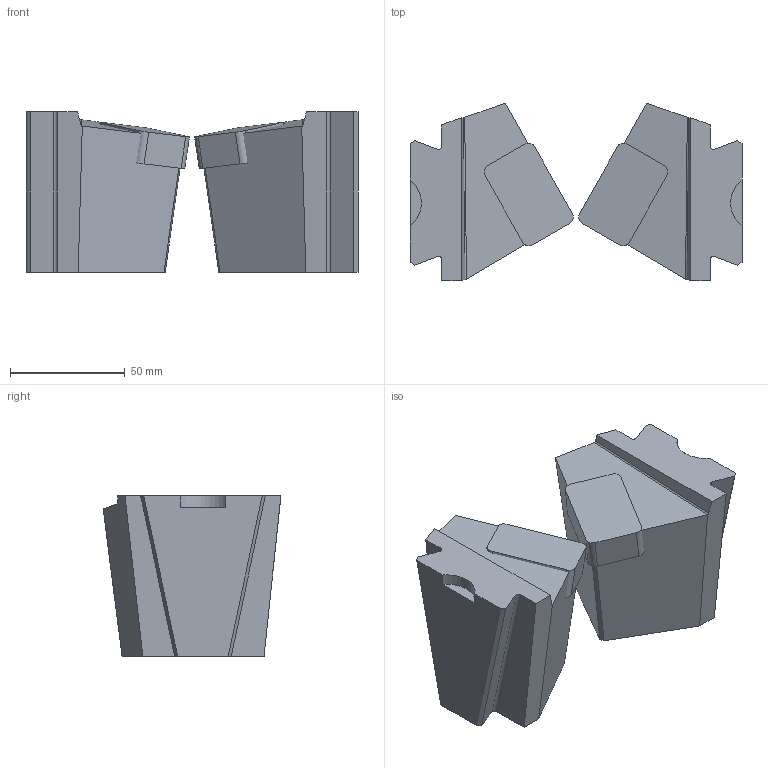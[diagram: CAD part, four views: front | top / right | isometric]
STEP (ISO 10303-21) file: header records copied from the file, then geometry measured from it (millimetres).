
FILE_DESCRIPTION(/* description */ (''),/* implementation_level */ '2;1');
FILE_NAME(/* name */ 'KHPLBNR40A_SIM.stp',/* time_stamp */ '2022-09-08T07:17:50+02:00',/* author */ (''),/* organization */ (''),/* preprocessor_version */ 'ST-DEVELOPER v16.7',/* originating_system */ 'SIEMENS PLM Software NX 12.0',/* authorisation */ '');
FILE_SCHEMA (('AUTOMOTIVE_DESIGN { 1 0 10303 214 3 1 1 1 }'));
Length unit declared in the file: millimetre
Products named in the file (1): model1
Bounding box: 144.94 x 77.6 x 70 mm (x, y, z)
Volume: 406603 mm3; surface area: 50900.9 mm2
Topology: 4 solids, 4 shells, 66 faces, 174 edges, 116 vertices
Faces by surface type: plane 46, cylinder 18, sphere 2
Full cylindrical faces by diameter (mm): 9.3 x2
Entity records: 2022 total; most frequent: CARTESIAN_POINT 345, DIRECTION 338, ORIENTED_EDGE 332, EDGE_CURVE 166, LINE 128, VECTOR 128, VERTEX_POINT 112, AXIS2_PLACEMENT_3D 105
